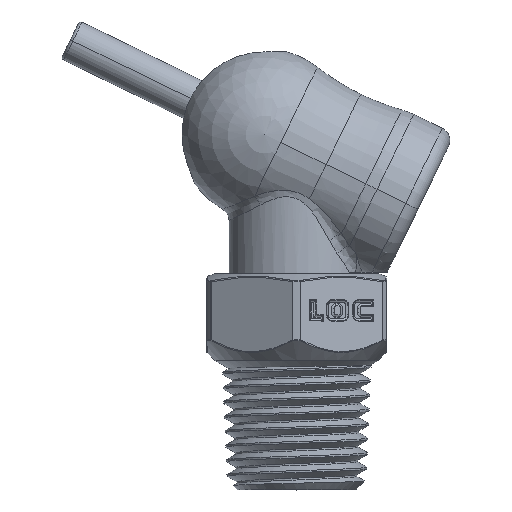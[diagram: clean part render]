
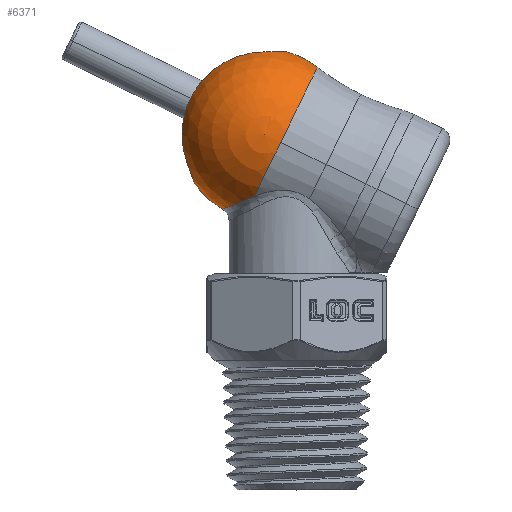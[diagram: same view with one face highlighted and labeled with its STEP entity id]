
A CAD part, top view. The second image highlights one B-rep face of the part: STEP entity #6371.
In plain terms, the highlighted spherical face has radius 8.039 mm.
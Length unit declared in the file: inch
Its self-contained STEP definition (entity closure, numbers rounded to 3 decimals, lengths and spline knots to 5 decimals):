
#771 = ORIENTED_EDGE ( 'NONE', *, *, #10155, .T. ) ;
#772 = ORIENTED_EDGE ( 'NONE', *, *, #10156, .F. ) ;
#773 = ORIENTED_EDGE ( 'NONE', *, *, #10157, .T. ) ;
#774 = ORIENTED_EDGE ( 'NONE', *, *, #16389, .T. ) ;
#775 = ORIENTED_EDGE ( 'NONE', *, *, #16416, .T. ) ;
#776 = ORIENTED_EDGE ( 'NONE', *, *, #16415, .T. ) ;
#777 = ORIENTED_EDGE ( 'NONE', *, *, #10158, .T. ) ;
#778 = ORIENTED_EDGE ( 'NONE', *, *, #16393, .F. ) ;
#811 = VERTEX_POINT ( 'NONE', #1664 ) ;
#821 = VERTEX_POINT ( 'NONE', #1654 ) ;
#836 = VERTEX_POINT ( 'NONE', #1643 ) ;
#841 = VERTEX_POINT ( 'NONE', #1638 ) ;
#1638 = CARTESIAN_POINT ( 'NONE',  ( -0.01876, -0.31594, 0. ) ) ;
#1643 = CARTESIAN_POINT ( 'NONE',  ( 0.06587, 0.30957, 0. ) ) ;
#1654 = CARTESIAN_POINT ( 'NONE',  ( -0.06183, 0.3104, 0. ) ) ;
#1664 = CARTESIAN_POINT ( 'NONE',  ( -0.15472, -0.2761, 0. ) ) ;
#2484 = AXIS2_PLACEMENT_3D ( 'NONE', #2807, #2824, #2805 ) ;
#2805 = DIRECTION ( 'NONE',  ( 0., 1., 0. ) ) ;
#2807 = CARTESIAN_POINT ( 'NONE',  ( 0., 0., 0. ) ) ;
#2824 = DIRECTION ( 'NONE',  ( 0., 0., -1. ) ) ;
#4518 = SPHERICAL_SURFACE ( 'NONE', #2484, 0.3165 ) ;
#4520 = FACE_OUTER_BOUND ( 'NONE', #8184, .T. ) ;
#5737 = CIRCLE ( 'NONE', #11941, 0.3165 ) ;
#5754 = CIRCLE ( 'NONE', #11943, 0.3165 ) ;
#5772 = CIRCLE ( 'NONE', #11951, 0.30957 ) ;
#5776 = CIRCLE ( 'NONE', #11952, 0.30957 ) ;
#6371 = ADVANCED_FACE ( 'NONE', ( #4520 ), #4518, .T. ) ;
#8058 = AXIS2_PLACEMENT_3D ( 'NONE', #11210, #11211, #11212 ) ;
#8184 = EDGE_LOOP ( 'NONE', ( #778, #777, #776, #775, #774, #773, #772, #771 ) ) ;
#10155 = EDGE_CURVE ( 'NONE', #16337, #811, #16835, .T. ) ;
#10156 = EDGE_CURVE ( 'NONE', #16337, #16314, #14384, .T. ) ;
#10157 = EDGE_CURVE ( 'NONE', #821, #16314, #16831, .T. ) ;
#10158 = EDGE_CURVE ( 'NONE', #841, #16279, #16829, .T. ) ;
#11184 = CARTESIAN_POINT ( 'NONE',  ( -0.21236, -0.22063, 0.08 ) ) ;
#11190 = CARTESIAN_POINT ( 'NONE',  ( -0.20855, -0.22429, 0.08 ) ) ;
#11191 = CARTESIAN_POINT ( 'NONE',  ( -0.01876, -0.31594, 0.02207 ) ) ;
#11195 = CARTESIAN_POINT ( 'NONE',  ( -0.20481, -0.22789, 0.07948 ) ) ;
#11196 = CARTESIAN_POINT ( 'NONE',  ( -0.19745, -0.23498, 0.07745 ) ) ;
#11197 = CARTESIAN_POINT ( 'NONE',  ( -0.19379, -0.2385, 0.07592 ) ) ;
#11198 = CARTESIAN_POINT ( 'NONE',  ( -0.18681, -0.24521, 0.0719 ) ) ;
#11199 = CARTESIAN_POINT ( 'NONE',  ( -0.18351, -0.2484, 0.06945 ) ) ;
#11200 = CARTESIAN_POINT ( 'NONE',  ( -0.17724, -0.25443, 0.06365 ) ) ;
#11201 = CARTESIAN_POINT ( 'NONE',  ( -0.17428, -0.25728, 0.06028 ) ) ;
#11202 = CARTESIAN_POINT ( 'NONE',  ( -0.1663, -0.26496, 0.04921 ) ) ;
#11203 = CARTESIAN_POINT ( 'NONE',  ( -0.16201, -0.26909, 0.0403 ) ) ;
#11204 = CARTESIAN_POINT ( 'NONE',  ( -0.15625, -0.27463, 0.02106 ) ) ;
#11205 = CARTESIAN_POINT ( 'NONE',  ( -0.15472, -0.2761, 0.01056 ) ) ;
#11206 = CARTESIAN_POINT ( 'NONE',  ( -0.15472, -0.2761, 0. ) ) ;
#11207 = CARTESIAN_POINT ( 'NONE',  ( -0.01876, -0.31594, 0. ) ) ;
#11208 = CARTESIAN_POINT ( 'NONE',  ( -0.06183, 0.3104, 0. ) ) ;
#11209 = CARTESIAN_POINT ( 'NONE',  ( -0.06183, 0.3104, 0.00528 ) ) ;
#11210 = CARTESIAN_POINT ( 'NONE',  ( 0., 0., 0.08 ) ) ;
#11211 = DIRECTION ( 'NONE',  ( 0., 0., -1. ) ) ;
#11212 = DIRECTION ( 'NONE',  ( 1., 0., 0. ) ) ;
#11214 = CARTESIAN_POINT ( 'NONE',  ( -0.06229, 0.31018, 0.01048 ) ) ;
#11215 = CARTESIAN_POINT ( 'NONE',  ( -0.06412, 0.30929, 0.02069 ) ) ;
#11216 = CARTESIAN_POINT ( 'NONE',  ( -0.0655, 0.30862, 0.02577 ) ) ;
#11217 = CARTESIAN_POINT ( 'NONE',  ( -0.06911, 0.30687, 0.03546 ) ) ;
#11218 = CARTESIAN_POINT ( 'NONE',  ( -0.07132, 0.30579, 0.04005 ) ) ;
#11219 = CARTESIAN_POINT ( 'NONE',  ( -0.07653, 0.30326, 0.04874 ) ) ;
#11220 = CARTESIAN_POINT ( 'NONE',  ( -0.07957, 0.30178, 0.05286 ) ) ;
#11221 = CARTESIAN_POINT ( 'NONE',  ( -0.08952, 0.29695, 0.06393 ) ) ;
#11222 = CARTESIAN_POINT ( 'NONE',  ( -0.09754, 0.29306, 0.06989 ) ) ;
#11223 = CARTESIAN_POINT ( 'NONE',  ( -0.11484, 0.28465, 0.07788 ) ) ;
#11224 = CARTESIAN_POINT ( 'NONE',  ( -0.12429, 0.28007, 0.08 ) ) ;
#11225 = CARTESIAN_POINT ( 'NONE',  ( -0.13379, 0.27545, 0.08 ) ) ;
#11227 = CARTESIAN_POINT ( 'NONE',  ( -0.01671, -0.31379, 0.04365 ) ) ;
#11228 = CARTESIAN_POINT ( 'NONE',  ( -0.01069, -0.30742, 0.07531 ) ) ;
#11229 = CARTESIAN_POINT ( 'NONE',  ( -0.00817, -0.30474, 0.08579 ) ) ;
#11230 = CARTESIAN_POINT ( 'NONE',  ( -0.00229, -0.29845, 0.1059 ) ) ;
#11231 = CARTESIAN_POINT ( 'NONE',  ( 0.00108, -0.29483, 0.11562 ) ) ;
#11232 = CARTESIAN_POINT ( 'NONE',  ( 0.0124, -0.28255, 0.14374 ) ) ;
#11233 = CARTESIAN_POINT ( 'NONE',  ( 0.0217, -0.27235, 0.16126 ) ) ;
#11234 = CARTESIAN_POINT ( 'NONE',  ( 0.03714, -0.25491, 0.18421 ) ) ;
#11235 = CARTESIAN_POINT ( 'NONE',  ( 0.04255, -0.24872, 0.19137 ) ) ;
#11236 = CARTESIAN_POINT ( 'NONE',  ( 0.05388, -0.23556, 0.2047 ) ) ;
#11237 = CARTESIAN_POINT ( 'NONE',  ( 0.0598, -0.22856, 0.21089 ) ) ;
#11238 = CARTESIAN_POINT ( 'NONE',  ( 0.06587, -0.22126, 0.21651 ) ) ;
#11941 = AXIS2_PLACEMENT_3D ( 'NONE', #15117, #15118, #15119 ) ;
#11943 = AXIS2_PLACEMENT_3D ( 'NONE', #15152, #15153, #15154 ) ;
#11951 = AXIS2_PLACEMENT_3D ( 'NONE', #15313, #15314, #15315 ) ;
#11952 = AXIS2_PLACEMENT_3D ( 'NONE', #15317, #15318, #15319 ) ;
#14384 = CIRCLE ( 'NONE', #8058, 0.30622 ) ;
#14953 = CARTESIAN_POINT ( 'NONE',  ( 0.06587, 0., 0.30957 ) ) ;
#14967 = CARTESIAN_POINT ( 'NONE',  ( 0.06587, -0.22126, 0.21651 ) ) ;
#15000 = CARTESIAN_POINT ( 'NONE',  ( -0.13379, 0.27545, 0.08 ) ) ;
#15023 = CARTESIAN_POINT ( 'NONE',  ( -0.21236, -0.22063, 0.08 ) ) ;
#15117 = CARTESIAN_POINT ( 'NONE',  ( 0., 0., 0. ) ) ;
#15118 = DIRECTION ( 'NONE',  ( 0., 0., 1. ) ) ;
#15119 = DIRECTION ( 'NONE',  ( 1., 0., 0. ) ) ;
#15152 = CARTESIAN_POINT ( 'NONE',  ( 0., 0., 0. ) ) ;
#15153 = DIRECTION ( 'NONE',  ( 0., 0., -1. ) ) ;
#15154 = DIRECTION ( 'NONE',  ( 0., 1., 0. ) ) ;
#15313 = CARTESIAN_POINT ( 'NONE',  ( 0.06587, 0., 0. ) ) ;
#15314 = DIRECTION ( 'NONE',  ( -1., 0., 0. ) ) ;
#15315 = DIRECTION ( 'NONE',  ( 0., 0., 1. ) ) ;
#15317 = CARTESIAN_POINT ( 'NONE',  ( 0.06587, 0., 0. ) ) ;
#15318 = DIRECTION ( 'NONE',  ( -1., 0., 0. ) ) ;
#15319 = DIRECTION ( 'NONE',  ( 0., 0., 1. ) ) ;
#16265 = VERTEX_POINT ( 'NONE', #14953 ) ;
#16279 = VERTEX_POINT ( 'NONE', #14967 ) ;
#16314 = VERTEX_POINT ( 'NONE', #15000 ) ;
#16337 = VERTEX_POINT ( 'NONE', #15023 ) ;
#16389 = EDGE_CURVE ( 'NONE', #836, #821, #5737, .T. ) ;
#16393 = EDGE_CURVE ( 'NONE', #841, #811, #5754, .T. ) ;
#16415 = EDGE_CURVE ( 'NONE', #16279, #16265, #5772, .T. ) ;
#16416 = EDGE_CURVE ( 'NONE', #16265, #836, #5776, .T. ) ;
#16829 = B_SPLINE_CURVE_WITH_KNOTS ( 'NONE', 3,
 ( #11207, #11191, #11227, #11228, #11229, #11230, #11231, #11232, #11233, #11234, #11235, #11236, #11237, #11238 ),
 .UNSPECIFIED., .F., .F.,
 ( 4, 2, 2, 2, 2, 2, 4 ),
 ( 0.00664, 0.0083, 0.00913, 0.00996, 0.01162, 0.01245, 0.01328 ),
 .UNSPECIFIED. ) ;
#16831 = B_SPLINE_CURVE_WITH_KNOTS ( 'NONE', 3,
 ( #11208, #11209, #11214, #11215, #11216, #11217, #11218, #11219, #11220, #11221, #11222, #11223, #11224, #11225 ),
 .UNSPECIFIED., .F., .F.,
 ( 4, 2, 2, 2, 2, 2, 4 ),
 ( 0., 0.0004, 0.00079, 0.00119, 0.00159, 0.00238, 0.00317 ),
 .UNSPECIFIED. ) ;
#16835 = B_SPLINE_CURVE_WITH_KNOTS ( 'NONE', 3,
 ( #11184, #11190, #11195, #11196, #11197, #11198, #11199, #11200, #11201, #11202, #11203, #11204, #11205, #11206 ),
 .UNSPECIFIED., .F., .F.,
 ( 4, 2, 2, 2, 2, 2, 4 ),
 ( 0., 0.0004, 0.00079, 0.00119, 0.00159, 0.00238, 0.00317 ),
 .UNSPECIFIED. ) ;
